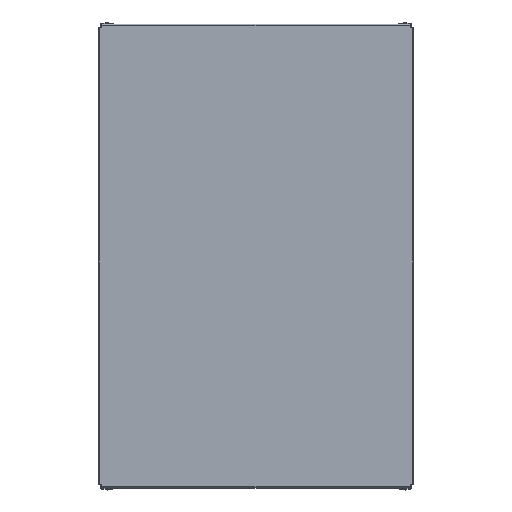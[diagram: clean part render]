
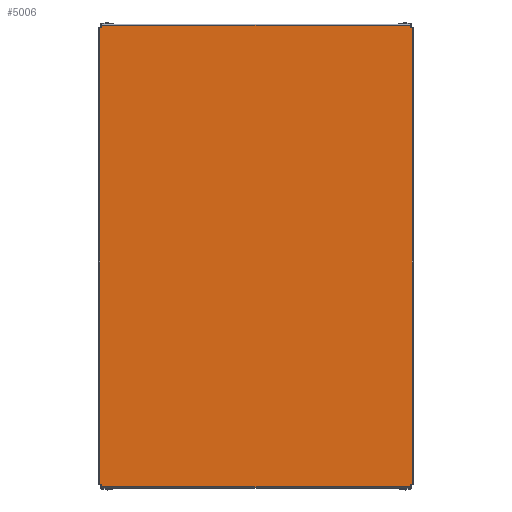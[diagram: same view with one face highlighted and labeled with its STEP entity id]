
A CAD part, top view. The second image highlights one B-rep face of the part: STEP entity #5006.
In plain terms, the highlighted planar face has unit normal (0, 0, 1).
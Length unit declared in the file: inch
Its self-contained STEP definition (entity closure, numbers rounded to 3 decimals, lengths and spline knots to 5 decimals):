
#454 = EDGE_CURVE ( 'NONE', #51815, #59563, #87489, .T. ) ;
#3366 = VECTOR ( 'NONE', #21392, 39.37008 ) ;
#5006 = ADVANCED_FACE ( 'NONE', ( #76665 ), #63570, .F. ) ;
#5552 = ORIENTED_EDGE ( 'NONE', *, *, #42288, .F. ) ;
#6714 = EDGE_CURVE ( 'NONE', #30138, #27940, #59303, .T. ) ;
#6931 = LINE ( 'NONE', #15038, #82537 ) ;
#7828 = CARTESIAN_POINT ( 'NONE',  ( 11.904, 17.9155, 12.722 ) ) ;
#8007 = EDGE_CURVE ( 'NONE', #9168, #56072, #82766, .T. ) ;
#9168 = VERTEX_POINT ( 'NONE', #42885 ) ;
#10675 = DIRECTION ( 'NONE',  ( 0., 0., -1. ) ) ;
#11416 = CARTESIAN_POINT ( 'NONE',  ( -11.904, -17.8295, 12.722 ) ) ;
#11975 = LINE ( 'NONE', #25521, #85578 ) ;
#14358 = EDGE_CURVE ( 'NONE', #59563, #56072, #6931, .T. ) ;
#15038 = CARTESIAN_POINT ( 'NONE',  ( -12.172, -17.6495, 12.722 ) ) ;
#15589 = EDGE_CURVE ( 'NONE', #21742, #30761, #76492, .T. ) ;
#15825 = AXIS2_PLACEMENT_3D ( 'NONE', #33623, #64746, #17284 ) ;
#17284 = DIRECTION ( 'NONE',  ( -1., 0., 0. ) ) ;
#17527 = DIRECTION ( 'NONE',  ( 0., 1., 0. ) ) ;
#18232 = CARTESIAN_POINT ( 'NONE',  ( -11.904, 17.69612, 12.722 ) ) ;
#18838 = CIRCLE ( 'NONE', #77963, 0.04663 ) ;
#18982 = VECTOR ( 'NONE', #37845, 39.37008 ) ;
#20284 = CARTESIAN_POINT ( 'NONE',  ( -12.086, 17.6495, 12.722 ) ) ;
#21392 = DIRECTION ( 'NONE',  ( 0., 1., 0. ) ) ;
#21651 = DIRECTION ( 'NONE',  ( -1., 0., 0. ) ) ;
#21742 = VERTEX_POINT ( 'NONE', #30169 ) ;
#21978 = AXIS2_PLACEMENT_3D ( 'NONE', #59461, #10675, #78891 ) ;
#24048 = ORIENTED_EDGE ( 'NONE', *, *, #14358, .T. ) ;
#24965 = VECTOR ( 'NONE', #83327, 39.37008 ) ;
#25395 = CARTESIAN_POINT ( 'NONE',  ( -12.172, -17.8295, 12.722 ) ) ;
#25521 = CARTESIAN_POINT ( 'NONE',  ( 12.172, 17.6495, 12.722 ) ) ;
#26050 = CARTESIAN_POINT ( 'NONE',  ( -12.172, 17.8295, 12.722 ) ) ;
#27940 = VERTEX_POINT ( 'NONE', #11416 ) ;
#29317 = CARTESIAN_POINT ( 'NONE',  ( 12.172, 17.6495, 12.722 ) ) ;
#29665 = DIRECTION ( 'NONE',  ( 0., 0., -1. ) ) ;
#29966 = CARTESIAN_POINT ( 'NONE',  ( -11.904, -17.69613, 12.722 ) ) ;
#30138 = VERTEX_POINT ( 'NONE', #44213 ) ;
#30169 = CARTESIAN_POINT ( 'NONE',  ( 11.904, 17.69612, 12.722 ) ) ;
#30262 = VERTEX_POINT ( 'NONE', #40993 ) ;
#30417 = LINE ( 'NONE', #58428, #75348 ) ;
#30654 = LINE ( 'NONE', #72638, #65845 ) ;
#30761 = VERTEX_POINT ( 'NONE', #85409 ) ;
#30905 = CARTESIAN_POINT ( 'NONE',  ( 11.95063, -17.6495, 12.722 ) ) ;
#31275 = CARTESIAN_POINT ( 'NONE',  ( 12.086, -17.6495, 12.722 ) ) ;
#32701 = CARTESIAN_POINT ( 'NONE',  ( -11.904, -17.9155, 12.722 ) ) ;
#33623 = CARTESIAN_POINT ( 'NONE',  ( 11.95063, 17.69612, 12.722 ) ) ;
#34027 = EDGE_CURVE ( 'NONE', #30262, #60903, #30417, .T. ) ;
#34490 = DIRECTION ( 'NONE',  ( 1., 0., 0. ) ) ;
#35033 = LINE ( 'NONE', #68469, #24965 ) ;
#35355 = CARTESIAN_POINT ( 'NONE',  ( 12.086, 17.8295, 12.722 ) ) ;
#35469 = DIRECTION ( 'NONE',  ( 0., 0., -1. ) ) ;
#36056 = ORIENTED_EDGE ( 'NONE', *, *, #57078, .F. ) ;
#36171 = EDGE_CURVE ( 'NONE', #30138, #51815, #35033, .T. ) ;
#37428 = CARTESIAN_POINT ( 'NONE',  ( -11.95063, -17.6495, 12.722 ) ) ;
#37845 = DIRECTION ( 'NONE',  ( 1., 0., 0. ) ) ;
#38264 = DIRECTION ( 'NONE',  ( 1., 0., 0. ) ) ;
#38561 = VECTOR ( 'NONE', #72839, 39.37008 ) ;
#39518 = DIRECTION ( 'NONE',  ( -1., 0., 0. ) ) ;
#40993 = CARTESIAN_POINT ( 'NONE',  ( -11.904, 17.8295, 12.722 ) ) ;
#42252 = VERTEX_POINT ( 'NONE', #37428 ) ;
#42288 = EDGE_CURVE ( 'NONE', #44242, #56731, #30654, .T. ) ;
#42885 = CARTESIAN_POINT ( 'NONE',  ( 12.086, 17.6495, 12.722 ) ) ;
#42919 = AXIS2_PLACEMENT_3D ( 'NONE', #64013, #29665, #57234 ) ;
#44130 = CARTESIAN_POINT ( 'NONE',  ( -11.95063, 17.6495, 12.722 ) ) ;
#44213 = CARTESIAN_POINT ( 'NONE',  ( 11.904, -17.8295, 12.722 ) ) ;
#44242 = VERTEX_POINT ( 'NONE', #67161 ) ;
#45960 = VECTOR ( 'NONE', #70128, 39.37008 ) ;
#46108 = CIRCLE ( 'NONE', #15825, 0.04663 ) ;
#46255 = ORIENTED_EDGE ( 'NONE', *, *, #51626, .T. ) ;
#48309 = LINE ( 'NONE', #29317, #59799 ) ;
#48398 = LINE ( 'NONE', #32701, #73300 ) ;
#49059 = ORIENTED_EDGE ( 'NONE', *, *, #6714, .F. ) ;
#49630 = EDGE_CURVE ( 'NONE', #42252, #85125, #60910, .T. ) ;
#50861 = DIRECTION ( 'NONE',  ( 0., 0., -1. ) ) ;
#51626 = EDGE_CURVE ( 'NONE', #77215, #56731, #48309, .T. ) ;
#51728 = ORIENTED_EDGE ( 'NONE', *, *, #62576, .T. ) ;
#51815 = VERTEX_POINT ( 'NONE', #65415 ) ;
#55628 = VERTEX_POINT ( 'NONE', #79260 ) ;
#56072 = VERTEX_POINT ( 'NONE', #31275 ) ;
#56714 = DIRECTION ( 'NONE',  ( -1., 0., 0. ) ) ;
#56731 = VERTEX_POINT ( 'NONE', #20284 ) ;
#57078 = EDGE_CURVE ( 'NONE', #30262, #30761, #86130, .T. ) ;
#57166 = ORIENTED_EDGE ( 'NONE', *, *, #83848, .T. ) ;
#57234 = DIRECTION ( 'NONE',  ( -1., 0., 0. ) ) ;
#58428 = CARTESIAN_POINT ( 'NONE',  ( -11.904, 17.9155, 12.722 ) ) ;
#59303 = LINE ( 'NONE', #25395, #38561 ) ;
#59461 = CARTESIAN_POINT ( 'NONE',  ( -11.95063, -17.69613, 12.722 ) ) ;
#59563 = VERTEX_POINT ( 'NONE', #30905 ) ;
#59799 = VECTOR ( 'NONE', #62761, 39.37008 ) ;
#60272 = DIRECTION ( 'NONE',  ( 0., -1., 0. ) ) ;
#60903 = VERTEX_POINT ( 'NONE', #18232 ) ;
#60910 = CIRCLE ( 'NONE', #21978, 0.04663 ) ;
#61941 = EDGE_LOOP ( 'NONE', ( #70382, #24048, #82320, #86455, #57166, #88089, #36056, #71770, #62511, #46255, #5552, #82335, #81323, #51728, #49059, #63945 ) ) ;
#62511 = ORIENTED_EDGE ( 'NONE', *, *, #84764, .T. ) ;
#62576 = EDGE_CURVE ( 'NONE', #85125, #27940, #48398, .T. ) ;
#62761 = DIRECTION ( 'NONE',  ( -1., 0., 0. ) ) ;
#63570 = PLANE ( 'NONE',  #42919 ) ;
#63945 = ORIENTED_EDGE ( 'NONE', *, *, #36171, .T. ) ;
#64013 = CARTESIAN_POINT ( 'NONE',  ( -12.172, 17.8295, 12.722 ) ) ;
#64746 = DIRECTION ( 'NONE',  ( 0., 0., -1. ) ) ;
#65415 = CARTESIAN_POINT ( 'NONE',  ( 11.904, -17.69613, 12.722 ) ) ;
#65744 = CARTESIAN_POINT ( 'NONE',  ( -11.95063, 17.69612, 12.722 ) ) ;
#65845 = VECTOR ( 'NONE', #17527, 39.37008 ) ;
#67161 = CARTESIAN_POINT ( 'NONE',  ( -12.086, -17.6495, 12.722 ) ) ;
#67218 = EDGE_CURVE ( 'NONE', #44242, #42252, #71293, .T. ) ;
#68469 = CARTESIAN_POINT ( 'NONE',  ( 11.904, -17.9155, 12.722 ) ) ;
#68920 = EDGE_CURVE ( 'NONE', #9168, #55628, #11975, .T. ) ;
#69365 = CARTESIAN_POINT ( 'NONE',  ( 11.95063, -17.69613, 12.722 ) ) ;
#70128 = DIRECTION ( 'NONE',  ( 0., -1., 0. ) ) ;
#70382 = ORIENTED_EDGE ( 'NONE', *, *, #454, .T. ) ;
#71293 = LINE ( 'NONE', #78062, #18982 ) ;
#71770 = ORIENTED_EDGE ( 'NONE', *, *, #34027, .T. ) ;
#72638 = CARTESIAN_POINT ( 'NONE',  ( -12.086, 17.8295, 12.722 ) ) ;
#72839 = DIRECTION ( 'NONE',  ( -1., 0., 0. ) ) ;
#73300 = VECTOR ( 'NONE', #60272, 39.37008 ) ;
#75348 = VECTOR ( 'NONE', #80060, 39.37008 ) ;
#76492 = LINE ( 'NONE', #7828, #3366 ) ;
#76665 = FACE_OUTER_BOUND ( 'NONE', #61941, .T. ) ;
#77215 = VERTEX_POINT ( 'NONE', #44130 ) ;
#77480 = AXIS2_PLACEMENT_3D ( 'NONE', #69365, #35469, #56714 ) ;
#77963 = AXIS2_PLACEMENT_3D ( 'NONE', #65744, #50861, #21651 ) ;
#78062 = CARTESIAN_POINT ( 'NONE',  ( -12.172, -17.6495, 12.722 ) ) ;
#78891 = DIRECTION ( 'NONE',  ( -1., 0., 0. ) ) ;
#79260 = CARTESIAN_POINT ( 'NONE',  ( 11.95063, 17.6495, 12.722 ) ) ;
#80060 = DIRECTION ( 'NONE',  ( 0., -1., 0. ) ) ;
#81323 = ORIENTED_EDGE ( 'NONE', *, *, #49630, .T. ) ;
#82320 = ORIENTED_EDGE ( 'NONE', *, *, #8007, .F. ) ;
#82335 = ORIENTED_EDGE ( 'NONE', *, *, #67218, .T. ) ;
#82537 = VECTOR ( 'NONE', #34490, 39.37008 ) ;
#82766 = LINE ( 'NONE', #35355, #45960 ) ;
#83327 = DIRECTION ( 'NONE',  ( 0., 1., 0. ) ) ;
#83848 = EDGE_CURVE ( 'NONE', #55628, #21742, #46108, .T. ) ;
#84764 = EDGE_CURVE ( 'NONE', #60903, #77215, #18838, .T. ) ;
#85125 = VERTEX_POINT ( 'NONE', #29966 ) ;
#85409 = CARTESIAN_POINT ( 'NONE',  ( 11.904, 17.8295, 12.722 ) ) ;
#85578 = VECTOR ( 'NONE', #39518, 39.37008 ) ;
#86130 = LINE ( 'NONE', #26050, #87735 ) ;
#86455 = ORIENTED_EDGE ( 'NONE', *, *, #68920, .T. ) ;
#87489 = CIRCLE ( 'NONE', #77480, 0.04663 ) ;
#87735 = VECTOR ( 'NONE', #38264, 39.37008 ) ;
#88089 = ORIENTED_EDGE ( 'NONE', *, *, #15589, .T. ) ;
